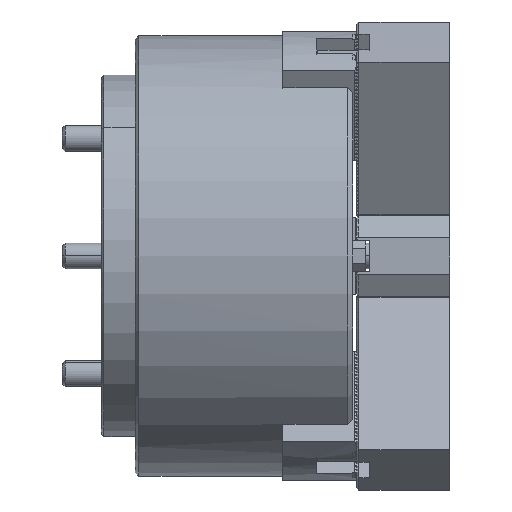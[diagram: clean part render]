
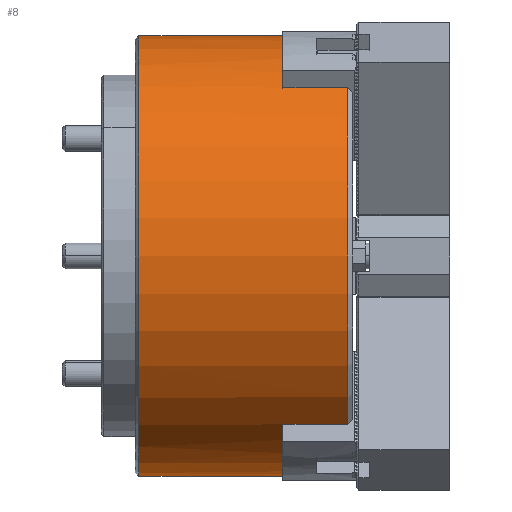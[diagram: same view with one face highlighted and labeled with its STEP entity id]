
A CAD part, front view. The second image highlights one B-rep face of the part: STEP entity #8.
In plain terms, the highlighted cylindrical face has radius 85 mm (diameter 170 mm), a partial arc.
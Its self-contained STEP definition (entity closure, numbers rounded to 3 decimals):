
#8 = ADVANCED_FACE ( 'NONE', ( #21639 ), #20780, .T. ) ;
#75 = ORIENTED_EDGE ( 'NONE', *, *, #34571, .T. ) ;
#143 = AXIS2_PLACEMENT_3D ( 'NONE', #28210, #13766, #13155 ) ;
#164 = CARTESIAN_POINT ( 'NONE',  ( -2., -28.843, -79.957 ) ) ;
#243 = CIRCLE ( 'NONE', #16737, 85. ) ;
#250 = EDGE_CURVE ( 'NONE', #32451, #9703, #243, .T. ) ;
#260 = EDGE_CURVE ( 'NONE', #9703, #32221, #27502, .T. ) ;
#445 = VECTOR ( 'NONE', #22941, 1000. ) ;
#699 = CARTESIAN_POINT ( 'NONE',  ( -82.5, 0., -85. ) ) ;
#1004 = EDGE_CURVE ( 'NONE', #11848, #32451, #32590, .T. ) ;
#1738 = LINE ( 'NONE', #15814, #29736 ) ;
#3876 = VECTOR ( 'NONE', #4210, 1000. ) ;
#4210 = DIRECTION ( 'NONE',  ( -1., 0., 0. ) ) ;
#4261 = CARTESIAN_POINT ( 'NONE',  ( -2., 0., -85. ) ) ;
#4738 = CIRCLE ( 'NONE', #24956, 85. ) ;
#5117 = VERTEX_POINT ( 'NONE', #4261 ) ;
#6043 = CIRCLE ( 'NONE', #25552, 85. ) ;
#6505 = CARTESIAN_POINT ( 'NONE',  ( -2., 0., 85. ) ) ;
#7401 = DIRECTION ( 'NONE',  ( 0., 0., -1. ) ) ;
#7715 = CARTESIAN_POINT ( 'NONE',  ( -82.5, 0., 85. ) ) ;
#8606 = ORIENTED_EDGE ( 'NONE', *, *, #34661, .T. ) ;
#8675 = DIRECTION ( 'NONE',  ( 0., 0., -1. ) ) ;
#8752 = EDGE_CURVE ( 'NONE', #18232, #11848, #4738, .T. ) ;
#8976 = CIRCLE ( 'NONE', #25180, 85. ) ;
#9703 = VERTEX_POINT ( 'NONE', #34154 ) ;
#9756 = CARTESIAN_POINT ( 'NONE',  ( -27., -54.823, 64.957 ) ) ;
#9804 = VECTOR ( 'NONE', #25169, 1000. ) ;
#10096 = CARTESIAN_POINT ( 'NONE',  ( -2., 0., 0. ) ) ;
#10215 = VERTEX_POINT ( 'NONE', #699 ) ;
#10783 = CARTESIAN_POINT ( 'NONE',  ( -27., 0., 0. ) ) ;
#11392 = CARTESIAN_POINT ( 'NONE',  ( -2., 0., 0. ) ) ;
#11712 = ORIENTED_EDGE ( 'NONE', *, *, #34527, .T. ) ;
#11741 = DIRECTION ( 'NONE',  ( 0., 0., 1. ) ) ;
#11848 = VERTEX_POINT ( 'NONE', #19287 ) ;
#12233 = CARTESIAN_POINT ( 'NONE',  ( -2., 0., 0. ) ) ;
#13155 = DIRECTION ( 'NONE',  ( 0., 0., -1. ) ) ;
#13180 = CIRCLE ( 'NONE', #25385, 85. ) ;
#13766 = DIRECTION ( 'NONE',  ( 1., 0., 0. ) ) ;
#14461 = CARTESIAN_POINT ( 'NONE',  ( -82.5, 0., 0. ) ) ;
#14470 = LINE ( 'NONE', #29835, #28074 ) ;
#14979 = DIRECTION ( 'NONE',  ( 0., 0., -1. ) ) ;
#15541 = CARTESIAN_POINT ( 'NONE',  ( -27., -54.823, -64.957 ) ) ;
#15814 = CARTESIAN_POINT ( 'NONE',  ( 0., 0., 85. ) ) ;
#16675 = CARTESIAN_POINT ( 'NONE',  ( -2., -28.843, 79.957 ) ) ;
#16737 = AXIS2_PLACEMENT_3D ( 'NONE', #23789, #24059, #24088 ) ;
#18232 = VERTEX_POINT ( 'NONE', #22698 ) ;
#18418 = ORIENTED_EDGE ( 'NONE', *, *, #34764, .T. ) ;
#19034 = VERTEX_POINT ( 'NONE', #32345 ) ;
#19287 = CARTESIAN_POINT ( 'NONE',  ( -2., -54.823, 64.957 ) ) ;
#19759 = CIRCLE ( 'NONE', #26837, 85. ) ;
#20546 = CARTESIAN_POINT ( 'NONE',  ( 0., -54.823, 64.957 ) ) ;
#20780 = CYLINDRICAL_SURFACE ( 'NONE', #143, 85. ) ;
#21319 = CARTESIAN_POINT ( 'NONE',  ( 0., 0., -85. ) ) ;
#21331 = VERTEX_POINT ( 'NONE', #164 ) ;
#21639 = FACE_OUTER_BOUND ( 'NONE', #26664, .T. ) ;
#21832 = DIRECTION ( 'NONE',  ( 0., 1., 0. ) ) ;
#22067 = ORIENTED_EDGE ( 'NONE', *, *, #33465, .T. ) ;
#22698 = CARTESIAN_POINT ( 'NONE',  ( -2., -54.823, -64.957 ) ) ;
#22941 = DIRECTION ( 'NONE',  ( 1., 0., 0. ) ) ;
#23720 = CARTESIAN_POINT ( 'NONE',  ( 0., -28.843, 79.957 ) ) ;
#23789 = CARTESIAN_POINT ( 'NONE',  ( -27., 0., 0. ) ) ;
#23990 = DIRECTION ( 'NONE',  ( 1., 0., 0. ) ) ;
#24059 = DIRECTION ( 'NONE',  ( -1., 0., 0. ) ) ;
#24088 = DIRECTION ( 'NONE',  ( 0., 1., 0. ) ) ;
#24197 = ORIENTED_EDGE ( 'NONE', *, *, #34177, .F. ) ;
#24297 = VERTEX_POINT ( 'NONE', #15541 ) ;
#24956 = AXIS2_PLACEMENT_3D ( 'NONE', #12233, #31132, #14979 ) ;
#25169 = DIRECTION ( 'NONE',  ( -1., 0., 0. ) ) ;
#25180 = AXIS2_PLACEMENT_3D ( 'NONE', #10783, #29728, #21832 ) ;
#25333 = ORIENTED_EDGE ( 'NONE', *, *, #34706, .T. ) ;
#25385 = AXIS2_PLACEMENT_3D ( 'NONE', #11392, #27692, #8675 ) ;
#25552 = AXIS2_PLACEMENT_3D ( 'NONE', #14461, #30653, #11741 ) ;
#26416 = ORIENTED_EDGE ( 'NONE', *, *, #1004, .T. ) ;
#26438 = DIRECTION ( 'NONE',  ( -1., 0., 0. ) ) ;
#26664 = EDGE_LOOP ( 'NONE', ( #24197, #75, #11712, #8606, #25333, #18418, #33086, #32618, #26416, #29621, #31956, #22067 ) ) ;
#26837 = AXIS2_PLACEMENT_3D ( 'NONE', #10096, #26438, #7401 ) ;
#27226 = DIRECTION ( 'NONE',  ( 1., 0., 0. ) ) ;
#27335 = VERTEX_POINT ( 'NONE', #7715 ) ;
#27470 = VERTEX_POINT ( 'NONE', #6505 ) ;
#27502 = LINE ( 'NONE', #23720, #28304 ) ;
#27692 = DIRECTION ( 'NONE',  ( -1., 0., 0. ) ) ;
#28074 = VECTOR ( 'NONE', #27226, 1000. ) ;
#28210 = CARTESIAN_POINT ( 'NONE',  ( 0., 0., 0. ) ) ;
#28304 = VECTOR ( 'NONE', #23990, 1000. ) ;
#29621 = ORIENTED_EDGE ( 'NONE', *, *, #250, .T. ) ;
#29728 = DIRECTION ( 'NONE',  ( -1., 0., 0. ) ) ;
#29736 = VECTOR ( 'NONE', #31931, 1000. ) ;
#29835 = CARTESIAN_POINT ( 'NONE',  ( 0., -54.823, -64.957 ) ) ;
#30653 = DIRECTION ( 'NONE',  ( 1., 0., 0. ) ) ;
#31132 = DIRECTION ( 'NONE',  ( -1., 0., 0. ) ) ;
#31364 = LINE ( 'NONE', #32843, #9804 ) ;
#31931 = DIRECTION ( 'NONE',  ( 1., 0., 0. ) ) ;
#31956 = ORIENTED_EDGE ( 'NONE', *, *, #260, .T. ) ;
#32221 = VERTEX_POINT ( 'NONE', #16675 ) ;
#32345 = CARTESIAN_POINT ( 'NONE',  ( -27., -28.843, -79.957 ) ) ;
#32451 = VERTEX_POINT ( 'NONE', #9756 ) ;
#32590 = LINE ( 'NONE', #20546, #3876 ) ;
#32618 = ORIENTED_EDGE ( 'NONE', *, *, #8752, .T. ) ;
#32843 = CARTESIAN_POINT ( 'NONE',  ( 0., -28.843, -79.957 ) ) ;
#33086 = ORIENTED_EDGE ( 'NONE', *, *, #34816, .T. ) ;
#33465 = EDGE_CURVE ( 'NONE', #32221, #27470, #19759, .T. ) ;
#34154 = CARTESIAN_POINT ( 'NONE',  ( -27., -28.843, 79.957 ) ) ;
#34177 = EDGE_CURVE ( 'NONE', #27335, #27470, #1738, .T. ) ;
#34527 = EDGE_CURVE ( 'NONE', #10215, #5117, #34584, .T. ) ;
#34571 = EDGE_CURVE ( 'NONE', #27335, #10215, #6043, .T. ) ;
#34584 = LINE ( 'NONE', #21319, #445 ) ;
#34661 = EDGE_CURVE ( 'NONE', #5117, #21331, #13180, .T. ) ;
#34706 = EDGE_CURVE ( 'NONE', #21331, #19034, #31364, .T. ) ;
#34764 = EDGE_CURVE ( 'NONE', #19034, #24297, #8976, .T. ) ;
#34816 = EDGE_CURVE ( 'NONE', #24297, #18232, #14470, .T. ) ;
